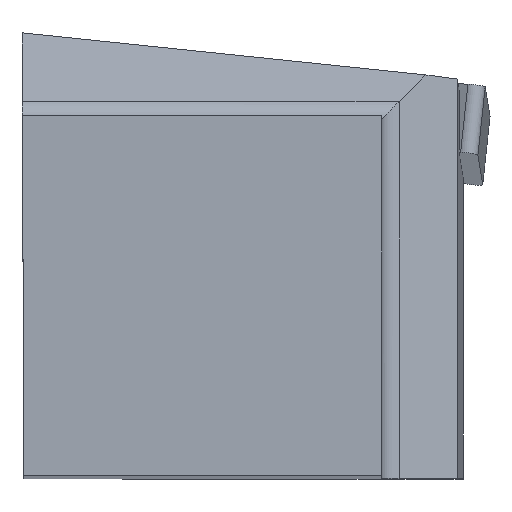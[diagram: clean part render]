
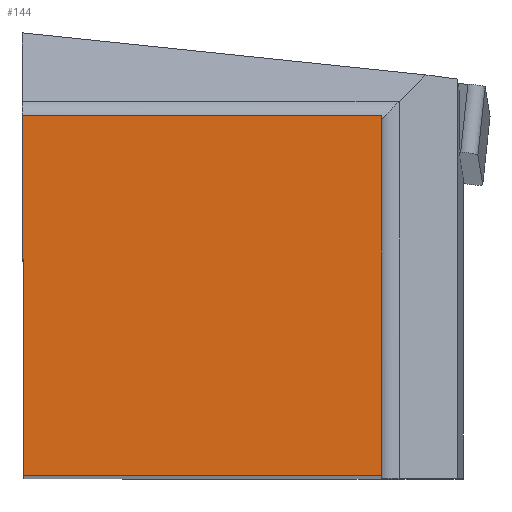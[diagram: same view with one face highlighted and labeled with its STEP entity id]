
A CAD part, top view. The second image highlights one B-rep face of the part: STEP entity #144.
In plain terms, the highlighted planar face has unit normal (0, 0, 1).
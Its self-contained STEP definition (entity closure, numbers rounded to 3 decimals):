
#115=FACE_OUTER_BOUND('',#329,.T.);
#144=ADVANCED_FACE('SHANK_FACE_BACK',(#115),#171,.F.);
#171=PLANE('',#722);
#220=LINE('',#1040,#279);
#221=LINE('',#1043,#280);
#222=LINE('',#1045,#281);
#223=LINE('',#1047,#282);
#279=VECTOR('',#842,1.);
#280=VECTOR('',#843,1.);
#281=VECTOR('',#844,1.);
#282=VECTOR('',#845,1.);
#329=EDGE_LOOP('',(#418,#419,#420,#421));
#418=ORIENTED_EDGE('',*,*,#591,.F.);
#419=ORIENTED_EDGE('',*,*,#592,.T.);
#420=ORIENTED_EDGE('',*,*,#593,.T.);
#421=ORIENTED_EDGE('',*,*,#594,.F.);
#530=VERTEX_POINT('',#1041);
#531=VERTEX_POINT('',#1042);
#532=VERTEX_POINT('',#1044);
#533=VERTEX_POINT('',#1046);
#591=EDGE_CURVE('',#530,#531,#220,.T.);
#592=EDGE_CURVE('',#530,#532,#221,.T.);
#593=EDGE_CURVE('',#532,#533,#222,.T.);
#594=EDGE_CURVE('',#531,#533,#223,.T.);
#722=AXIS2_PLACEMENT_3D('',#1048,#846,#847);
#842=DIRECTION('',(-0.004,1.,0.));
#843=DIRECTION('',(1.,0.,0.));
#844=DIRECTION('',(0.,1.,0.));
#845=DIRECTION('',(1.,0.,0.));
#846=DIRECTION('',(0.,0.,-1.));
#847=DIRECTION('',(-0.994,0.106,0.));
#1040=CARTESIAN_POINT('',(0.808,-160.194,0.));
#1041=CARTESIAN_POINT('',(0.109,0.,0.));
#1042=CARTESIAN_POINT('',(0.,24.875,0.));
#1043=CARTESIAN_POINT('',(-6.744,0.,0.));
#1044=CARTESIAN_POINT('',(24.875,0.,0.));
#1045=CARTESIAN_POINT('',(24.875,-6.744,0.));
#1046=CARTESIAN_POINT('',(24.875,24.875,0.));
#1047=CARTESIAN_POINT('',(-6.744,24.875,0.));
#1048=CARTESIAN_POINT('',(0.,0.,
0.));
